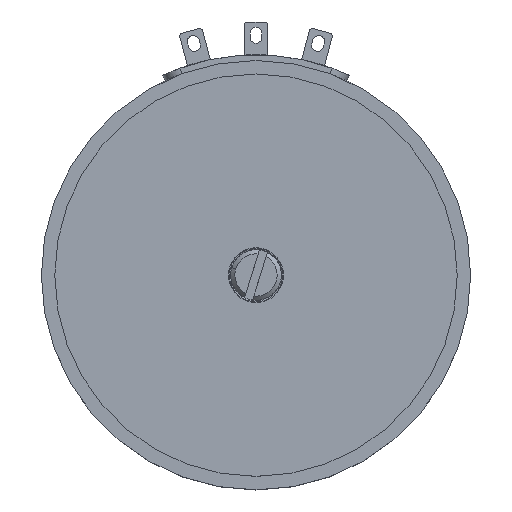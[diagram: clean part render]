
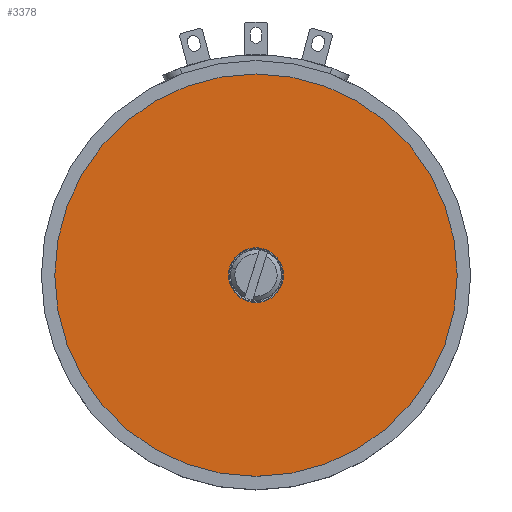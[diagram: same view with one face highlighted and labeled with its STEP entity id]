
A CAD part, top view. The second image highlights one B-rep face of the part: STEP entity #3378.
In plain terms, the highlighted planar face has unit normal (0, 0, 1).
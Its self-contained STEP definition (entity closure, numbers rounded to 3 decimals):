
#415 = AXIS2_PLACEMENT_3D ( 'NONE', #3617, #3618, #3619 ) ;
#624 = AXIS2_PLACEMENT_3D ( 'NONE', #4004, #4005, #4006 ) ;
#639 = CIRCLE ( 'NONE', #624, 3.25 ) ;
#643 = AXIS2_PLACEMENT_3D ( 'NONE', #3937, #3938, #3939 ) ;
#645 = AXIS2_PLACEMENT_3D ( 'NONE', #3933, #3934, #3935 ) ;
#646 = CIRCLE ( 'NONE', #643, 3.25 ) ;
#648 = CIRCLE ( 'NONE', #645, 23.806 ) ;
#805 = AXIS2_PLACEMENT_3D ( 'NONE', #2090, #2091, #2092 ) ;
#807 = CIRCLE ( 'NONE', #805, 23.806 ) ;
#950 = EDGE_LOOP ( 'NONE', ( #1582, #1583 ) ) ;
#956 = EDGE_LOOP ( 'NONE', ( #1580, #1581 ) ) ;
#1580 = ORIENTED_EDGE ( 'NONE', *, *, #3281, .F. ) ;
#1581 = ORIENTED_EDGE ( 'NONE', *, *, #3271, .F. ) ;
#1582 = ORIENTED_EDGE ( 'NONE', *, *, #3156, .T. ) ;
#1583 = ORIENTED_EDGE ( 'NONE', *, *, #3270, .T. ) ;
#1676 = CARTESIAN_POINT ( 'NONE',  ( -23.806, 0., 0. ) ) ;
#1677 = CARTESIAN_POINT ( 'NONE',  ( 23.806, 0., 0. ) ) ;
#1787 = VERTEX_POINT ( 'NONE', #1676 ) ;
#1789 = VERTEX_POINT ( 'NONE', #1677 ) ;
#2090 = CARTESIAN_POINT ( 'NONE',  ( 0., 0., 0. ) ) ;
#2091 = DIRECTION ( 'NONE',  ( 0., 0., 1. ) ) ;
#2092 = DIRECTION ( 'NONE',  ( 1., 0., 0. ) ) ;
#2663 = CARTESIAN_POINT ( 'NONE',  ( -3.25, 0., 0. ) ) ;
#2665 = CARTESIAN_POINT ( 'NONE',  ( 3.25, 0., 0. ) ) ;
#2689 = VERTEX_POINT ( 'NONE', #2663 ) ;
#2691 = VERTEX_POINT ( 'NONE', #2665 ) ;
#3071 = FACE_OUTER_BOUND ( 'NONE', #950, .T. ) ;
#3091 = FACE_BOUND ( 'NONE', #956, .T. ) ;
#3096 = PLANE ( 'NONE',  #415 ) ;
#3156 = EDGE_CURVE ( 'NONE', #1789, #1787, #807, .T. ) ;
#3270 = EDGE_CURVE ( 'NONE', #1787, #1789, #648, .T. ) ;
#3271 = EDGE_CURVE ( 'NONE', #2689, #2691, #646, .T. ) ;
#3281 = EDGE_CURVE ( 'NONE', #2691, #2689, #639, .T. ) ;
#3378 = ADVANCED_FACE ( 'NONE', ( #3091, #3071 ), #3096, .F. ) ;
#3617 = CARTESIAN_POINT ( 'NONE',  ( 0., 3.25, 0. ) ) ;
#3618 = DIRECTION ( 'NONE',  ( 0., 0., -1. ) ) ;
#3619 = DIRECTION ( 'NONE',  ( -1., 0., 0. ) ) ;
#3933 = CARTESIAN_POINT ( 'NONE',  ( 0., 0., 0. ) ) ;
#3934 = DIRECTION ( 'NONE',  ( 0., 0., 1. ) ) ;
#3935 = DIRECTION ( 'NONE',  ( 1., 0., 0. ) ) ;
#3937 = CARTESIAN_POINT ( 'NONE',  ( 0., 0., 0. ) ) ;
#3938 = DIRECTION ( 'NONE',  ( 0., 0., 1. ) ) ;
#3939 = DIRECTION ( 'NONE',  ( 1., 0., 0. ) ) ;
#4004 = CARTESIAN_POINT ( 'NONE',  ( 0., 0., 0. ) ) ;
#4005 = DIRECTION ( 'NONE',  ( 0., 0., 1. ) ) ;
#4006 = DIRECTION ( 'NONE',  ( 1., 0., 0. ) ) ;
